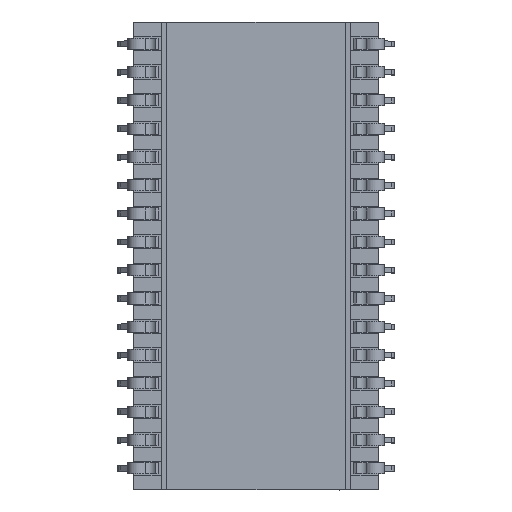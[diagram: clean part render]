
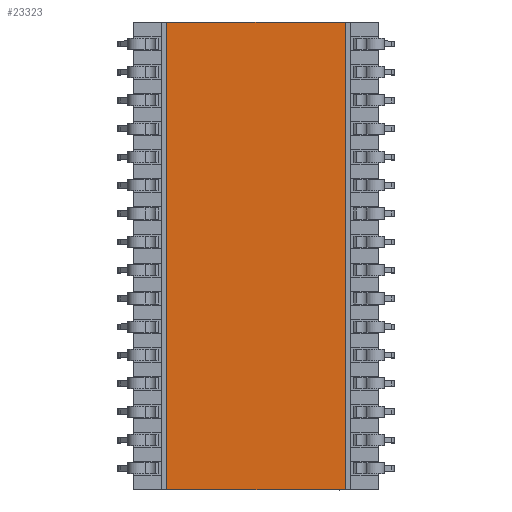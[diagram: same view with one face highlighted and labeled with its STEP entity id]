
A CAD part, top view. The second image highlights one B-rep face of the part: STEP entity #23323.
In plain terms, the highlighted planar face has unit normal (0, 0, 1).
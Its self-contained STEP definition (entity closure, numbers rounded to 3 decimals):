
#23194 = VERTEX_POINT('',#23195);
#23195 = CARTESIAN_POINT('',(20.27,1.95,3.7));
#23201 = EDGE_CURVE('',#23194,#23202,#23204,.T.);
#23202 = VERTEX_POINT('',#23203);
#23203 = CARTESIAN_POINT('',(20.27,-40.05,3.7));
#23204 = LINE('',#23205,#23206);
#23205 = CARTESIAN_POINT('',(20.27,1.95,3.7));
#23206 = VECTOR('',#23207,1.);
#23207 = DIRECTION('',(0.,-1.,0.));
#23232 = EDGE_CURVE('',#23202,#23233,#23235,.T.);
#23233 = VERTEX_POINT('',#23234);
#23234 = CARTESIAN_POINT('',(4.27,-40.05,3.7));
#23235 = LINE('',#23236,#23237);
#23236 = CARTESIAN_POINT('',(20.27,-40.05,3.7));
#23237 = VECTOR('',#23238,1.);
#23238 = DIRECTION('',(-1.,0.,0.));
#23263 = EDGE_CURVE('',#23233,#23264,#23266,.T.);
#23264 = VERTEX_POINT('',#23265);
#23265 = CARTESIAN_POINT('',(4.27,1.95,3.7));
#23266 = LINE('',#23267,#23268);
#23267 = CARTESIAN_POINT('',(4.27,-40.05,3.7));
#23268 = VECTOR('',#23269,1.);
#23269 = DIRECTION('',(0.,1.,0.));
#23294 = EDGE_CURVE('',#23264,#23194,#23295,.T.);
#23295 = LINE('',#23296,#23297);
#23296 = CARTESIAN_POINT('',(4.27,1.95,3.7));
#23297 = VECTOR('',#23298,1.);
#23298 = DIRECTION('',(1.,0.,0.));
#23323 = ADVANCED_FACE('',(#23324),#23330,.F.);
#23324 = FACE_BOUND('',#23325,.F.);
#23325 = EDGE_LOOP('',(#23326,#23327,#23328,#23329));
#23326 = ORIENTED_EDGE('',*,*,#23201,.T.);
#23327 = ORIENTED_EDGE('',*,*,#23232,.T.);
#23328 = ORIENTED_EDGE('',*,*,#23263,.T.);
#23329 = ORIENTED_EDGE('',*,*,#23294,.T.);
#23330 = PLANE('',#23331);
#23331 = AXIS2_PLACEMENT_3D('',#23332,#23333,#23334);
#23332 = CARTESIAN_POINT('',(12.27,-19.05,3.7));
#23333 = DIRECTION('',(0.,0.,-1.));
#23334 = DIRECTION('',(0.,1.,0.));
